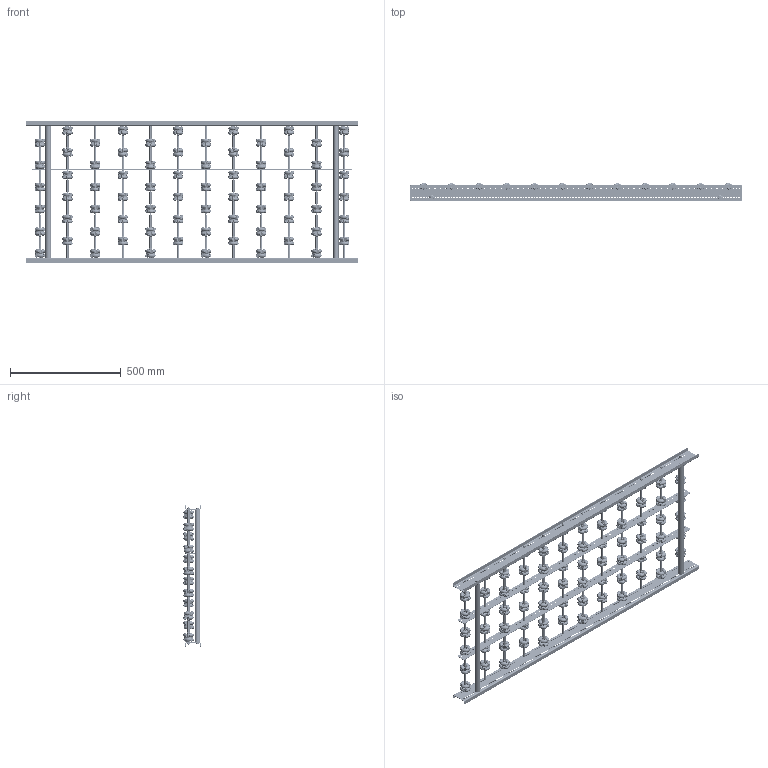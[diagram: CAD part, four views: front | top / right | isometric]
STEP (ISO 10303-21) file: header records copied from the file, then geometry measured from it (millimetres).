
FILE_DESCRIPTION (( 'STEP AP214' ), '1' );
FILE_NAME ('0051828.step', '2021-10-26T12:36:37', ( '' ), ( '' ), 'SwSTEP 2.0', 'SolidWorks 2020', '' );
FILE_SCHEMA (( 'AUTOMOTIVE_DESIGN' ));
Length unit declared in the file: millimetre
Products named in the file (14): AWR48_Stift; 0015028_AWR48; 0051828; Traversen_KFG_L600; 0019719_Gewindestange-M6_L=620; 0027528_BUCHSE-HOHLNIETE ZU AWR48; AWR48_Halter; 0019730_Tragrollenrohr-Ø10x1,75KU_KFG_0019730_L=54; AWR-Achse-f黵-Konfiguration_L600; AWR48_Röllchen; Profil-RB-20x70x20x2_S100216_U-PROFIL-20-70-20-2-RB-L=1500; S108767_Längstraverse-42x2,5-AWR_L1449; 0036819_SICHERUNGS-HUTMUTTER-DIN986-M6; S100994_Sperrzahnschraube_M08x16-8.8-A2K
Assembly tree (84 placements, depth 4):
  0051828
    Profil-RB-20x70x20x2_S100216_U-PROFIL-20-70-20-2-RB-L=1500  x2
    AWR-Achse-f黵-Konfiguration_L600  x12
      0019719_Gewindestange-M6_L=620
      0015028_AWR48
        AWR48_Halter
        AWR48_Röllchen  x6
        AWR48_Stift  x6
      0019730_Tragrollenrohr-Ø10x1,75KU_KFG_0019730_L=54
      0027528_BUCHSE-HOHLNIETE ZU AWR48
    S100994_Sperrzahnschraube_M08x16-8.8-A2K  x4
    Traversen_KFG_L600  x2
    S108767_Längstraverse-42x2,5-AWR_L1449  x2
    0036819_SICHERUNGS-HUTMUTTER-DIN986-M6  x24
Bounding box: 1500 x 78.93 x 640 mm (x, y, z)
Volume: 4529247.5 mm3; surface area: 3230741.8 mm2
Topology: 1202 solids, 1202 shells, 21860 faces, 50760 edges, 32136 vertices
Faces by surface type: cylinder 8856, plane 7404, torus 3808, cone 1744, sphere 48
Entity records: 33364 total; most frequent: CARTESIAN_POINT 6410, DIRECTION 5855, ORIENTED_EDGE 5026, EDGE_CURVE 2513, AXIS2_PLACEMENT_3D 2492, VERTEX_POINT 1642, EDGE_LOOP 1541, CIRCLE 1498
